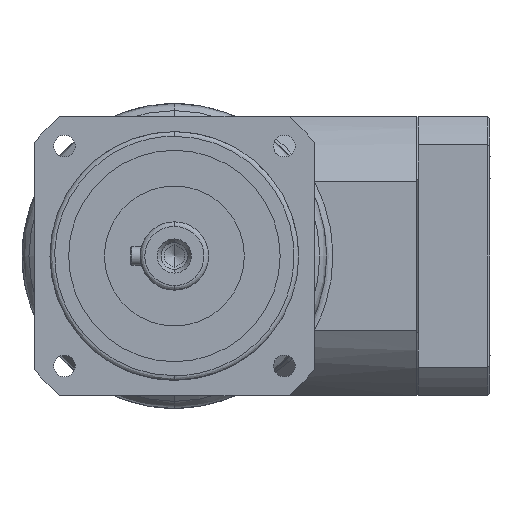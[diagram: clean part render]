
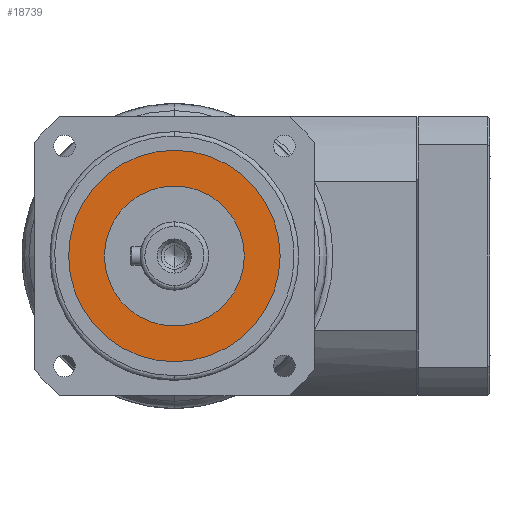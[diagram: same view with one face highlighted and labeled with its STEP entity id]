
A CAD part, left-side view. The second image highlights one B-rep face of the part: STEP entity #18739.
In plain terms, the highlighted face is planar.
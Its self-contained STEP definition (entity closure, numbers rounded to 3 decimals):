
#311 = DIRECTION ( 'NONE',  ( 1., 0., 0. ) ) ;
#1474 = CARTESIAN_POINT ( 'NONE',  ( -38.01, 0., 0. ) ) ;
#3127 = DIRECTION ( 'NONE',  ( 0., 0., -1. ) ) ;
#3421 = VERTEX_POINT ( 'NONE', #4431 ) ;
#3567 = EDGE_CURVE ( 'NONE', #3421, #17841, #19822, .T. ) ;
#4081 = AXIS2_PLACEMENT_3D ( 'NONE', #9982, #311, #11568 ) ;
#4330 = ORIENTED_EDGE ( 'NONE', *, *, #3567, .T. ) ;
#4431 = CARTESIAN_POINT ( 'NONE',  ( -38.01, 0., 34. ) ) ;
#4582 = ORIENTED_EDGE ( 'NONE', *, *, #8465, .T. ) ;
#5523 = FACE_BOUND ( 'NONE', #7593, .T. ) ;
#5919 = CARTESIAN_POINT ( 'NONE',  ( -38.01, 0., -22.5 ) ) ;
#6344 = DIRECTION ( 'NONE',  ( -1., 0., 0. ) ) ;
#6475 = CARTESIAN_POINT ( 'NONE',  ( -38.01, 0., -34. ) ) ;
#6773 = DIRECTION ( 'NONE',  ( -1., 0., 0. ) ) ;
#7593 = EDGE_LOOP ( 'NONE', ( #19844, #4582 ) ) ;
#8465 = EDGE_CURVE ( 'NONE', #16383, #18894, #19380, .T. ) ;
#9399 = CARTESIAN_POINT ( 'NONE',  ( -38.01, 0., 0. ) ) ;
#9982 = CARTESIAN_POINT ( 'NONE',  ( -38.01, 0., 0. ) ) ;
#10885 = AXIS2_PLACEMENT_3D ( 'NONE', #16188, #6773, #17751 ) ;
#10977 = DIRECTION ( 'NONE',  ( 0., 0., 1. ) ) ;
#11568 = DIRECTION ( 'NONE',  ( 0., 0., 1. ) ) ;
#11607 = CARTESIAN_POINT ( 'NONE',  ( -38.01, 0., 22.5 ) ) ;
#11729 = AXIS2_PLACEMENT_3D ( 'NONE', #15750, #6344, #17314 ) ;
#11853 = EDGE_CURVE ( 'NONE', #18894, #16383, #15440, .T. ) ;
#12622 = EDGE_LOOP ( 'NONE', ( #4330, #13089 ) ) ;
#12662 = DIRECTION ( 'NONE',  ( 1., 0., 0. ) ) ;
#13089 = ORIENTED_EDGE ( 'NONE', *, *, #19245, .T. ) ;
#13935 = FACE_OUTER_BOUND ( 'NONE', #12622, .T. ) ;
#15440 = CIRCLE ( 'NONE', #10885, 22.5 ) ;
#15535 = AXIS2_PLACEMENT_3D ( 'NONE', #1474, #12662, #3127 ) ;
#15651 = PLANE ( 'NONE',  #15535 ) ;
#15750 = CARTESIAN_POINT ( 'NONE',  ( -38.01, 0., 0. ) ) ;
#16188 = CARTESIAN_POINT ( 'NONE',  ( -38.01, 0., 0. ) ) ;
#16383 = VERTEX_POINT ( 'NONE', #5919 ) ;
#17314 = DIRECTION ( 'NONE',  ( 0., 0., 1. ) ) ;
#17500 = AXIS2_PLACEMENT_3D ( 'NONE', #9399, #20359, #10977 ) ;
#17751 = DIRECTION ( 'NONE',  ( 0., 0., 1. ) ) ;
#17841 = VERTEX_POINT ( 'NONE', #6475 ) ;
#18057 = CIRCLE ( 'NONE', #17500, 34. ) ;
#18739 = ADVANCED_FACE ( 'NONE', ( #13935, #5523 ), #15651, .T. ) ;
#18894 = VERTEX_POINT ( 'NONE', #11607 ) ;
#19245 = EDGE_CURVE ( 'NONE', #17841, #3421, #18057, .T. ) ;
#19380 = CIRCLE ( 'NONE', #11729, 22.5 ) ;
#19822 = CIRCLE ( 'NONE', #4081, 34. ) ;
#19844 = ORIENTED_EDGE ( 'NONE', *, *, #11853, .T. ) ;
#20359 = DIRECTION ( 'NONE',  ( 1., 0., 0. ) ) ;
